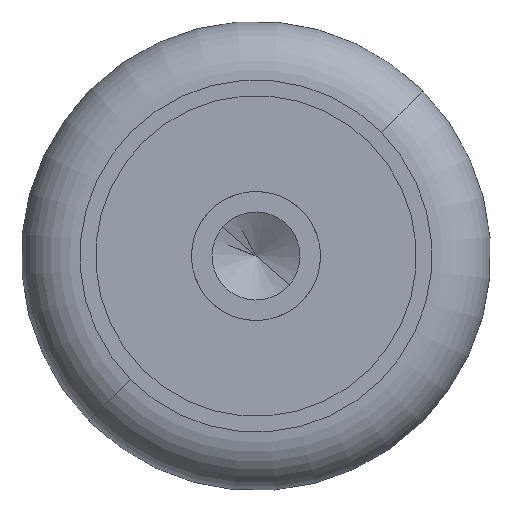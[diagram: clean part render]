
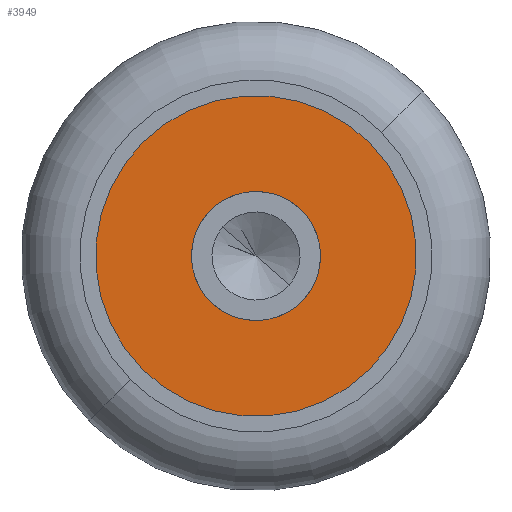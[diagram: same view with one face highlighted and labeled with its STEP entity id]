
A CAD part, front view. The second image highlights one B-rep face of the part: STEP entity #3949.
In plain terms, the highlighted planar face has unit normal (0, -1, 0).
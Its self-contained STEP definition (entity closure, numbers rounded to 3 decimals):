
#233 = DIRECTION ( 'NONE',  ( 0., 0., 1. ) ) ;
#351 = EDGE_CURVE ( 'NONE', #2270, #4622, #3406, .T. ) ;
#652 = AXIS2_PLACEMENT_3D ( 'NONE', #4650, #2529, #233 ) ;
#908 = EDGE_CURVE ( 'NONE', #4622, #2270, #2505, .T. ) ;
#975 = ORIENTED_EDGE ( 'NONE', *, *, #2207, .F. ) ;
#1096 = CARTESIAN_POINT ( 'NONE',  ( 0.217, 2.9, 2.397 ) ) ;
#1119 = PLANE ( 'NONE',  #3182 ) ;
#1141 = ORIENTED_EDGE ( 'NONE', *, *, #908, .T. ) ;
#1212 = FACE_BOUND ( 'NONE', #2856, .T. ) ;
#1215 = CARTESIAN_POINT ( 'NONE',  ( 0.217, 2.9, -4.547 ) ) ;
#1269 = FACE_OUTER_BOUND ( 'NONE', #3765, .T. ) ;
#1497 = DIRECTION ( 'NONE',  ( 0., 0., -1. ) ) ;
#1586 = AXIS2_PLACEMENT_3D ( 'NONE', #4182, #4083, #4469 ) ;
#1907 = CARTESIAN_POINT ( 'NONE',  ( 0.217, 2.9, 0.025 ) ) ;
#1973 = VERTEX_POINT ( 'NONE', #1096 ) ;
#2207 = EDGE_CURVE ( 'NONE', #1973, #3112, #4683, .T. ) ;
#2270 = VERTEX_POINT ( 'NONE', #2471 ) ;
#2471 = CARTESIAN_POINT ( 'NONE',  ( 0.217, 2.9, -2.175 ) ) ;
#2505 = CIRCLE ( 'NONE', #3714, 1.1 ) ;
#2529 = DIRECTION ( 'NONE',  ( 0., 1., 0. ) ) ;
#2552 = DIRECTION ( 'NONE',  ( 0., 0., 1. ) ) ;
#2579 = DIRECTION ( 'NONE',  ( 0., 1., 0. ) ) ;
#2613 = CARTESIAN_POINT ( 'NONE',  ( 0.217, 2.9, -1.075 ) ) ;
#2632 = ORIENTED_EDGE ( 'NONE', *, *, #3131, .F. ) ;
#2856 = EDGE_LOOP ( 'NONE', ( #1141, #3970 ) ) ;
#3112 = VERTEX_POINT ( 'NONE', #1215 ) ;
#3131 = EDGE_CURVE ( 'NONE', #3112, #1973, #3221, .T. ) ;
#3182 = AXIS2_PLACEMENT_3D ( 'NONE', #4410, #3701, #1497 ) ;
#3221 = CIRCLE ( 'NONE', #652, 3.472 ) ;
#3406 = CIRCLE ( 'NONE', #1586, 1.1 ) ;
#3701 = DIRECTION ( 'NONE',  ( 0., -1., 0. ) ) ;
#3714 = AXIS2_PLACEMENT_3D ( 'NONE', #4157, #4033, #4015 ) ;
#3765 = EDGE_LOOP ( 'NONE', ( #975, #2632 ) ) ;
#3949 = ADVANCED_FACE ( 'NONE', ( #1212, #1269 ), #1119, .T. ) ;
#3970 = ORIENTED_EDGE ( 'NONE', *, *, #351, .T. ) ;
#4015 = DIRECTION ( 'NONE',  ( 0., 0., 1. ) ) ;
#4033 = DIRECTION ( 'NONE',  ( 0., 1., 0. ) ) ;
#4083 = DIRECTION ( 'NONE',  ( 0., 1., 0. ) ) ;
#4098 = AXIS2_PLACEMENT_3D ( 'NONE', #2613, #2579, #2552 ) ;
#4157 = CARTESIAN_POINT ( 'NONE',  ( 0.217, 2.9, -1.075 ) ) ;
#4182 = CARTESIAN_POINT ( 'NONE',  ( 0.217, 2.9, -1.075 ) ) ;
#4410 = CARTESIAN_POINT ( 'NONE',  ( 3.69, 2.9, -1.075 ) ) ;
#4469 = DIRECTION ( 'NONE',  ( 0., 0., 1. ) ) ;
#4622 = VERTEX_POINT ( 'NONE', #1907 ) ;
#4650 = CARTESIAN_POINT ( 'NONE',  ( 0.217, 2.9, -1.075 ) ) ;
#4683 = CIRCLE ( 'NONE', #4098, 3.472 ) ;
